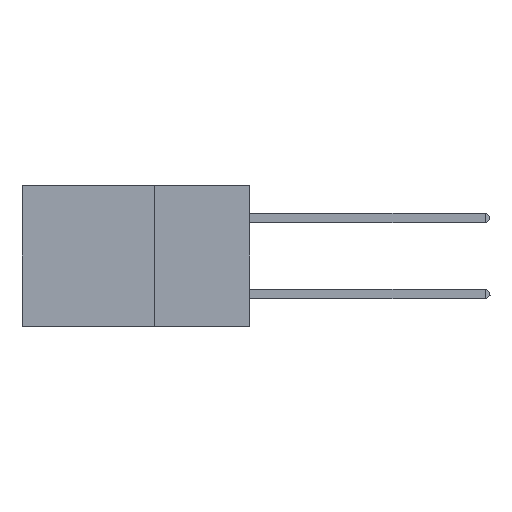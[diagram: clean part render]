
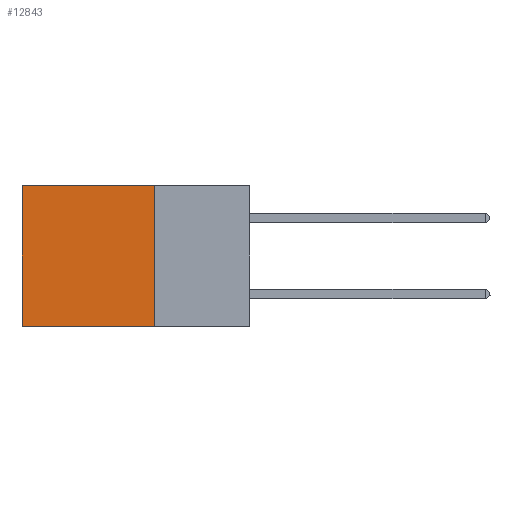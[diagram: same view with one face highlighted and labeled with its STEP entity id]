
A CAD part, left-side view. The second image highlights one B-rep face of the part: STEP entity #12843.
In plain terms, the highlighted planar face has unit normal (-1, 0, 0).
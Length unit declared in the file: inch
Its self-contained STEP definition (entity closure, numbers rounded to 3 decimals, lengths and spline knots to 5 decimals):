
#363 = EDGE_CURVE ( 'NONE', #7322, #4264, #1630, .T. ) ;
#573 = EDGE_CURVE ( 'NONE', #4264, #8960, #2648, .T. ) ;
#732 = DIRECTION ( 'NONE',  ( 0., 0., -1. ) ) ;
#914 = VERTEX_POINT ( 'NONE', #4813 ) ;
#1630 = LINE ( 'NONE', #5032, #4305 ) ;
#2608 = DIRECTION ( 'NONE',  ( 0., 0., -1. ) ) ;
#2634 = EDGE_CURVE ( 'NONE', #7322, #914, #13406, .T. ) ;
#2648 = LINE ( 'NONE', #4289, #4462 ) ;
#3214 = VECTOR ( 'NONE', #4828, 39.37008 ) ;
#3850 = FACE_OUTER_BOUND ( 'NONE', #4546, .T. ) ;
#4264 = VERTEX_POINT ( 'NONE', #4792 ) ;
#4289 = CARTESIAN_POINT ( 'NONE',  ( 0.2875, 0.25, -0.37 ) ) ;
#4305 = VECTOR ( 'NONE', #2608, 39.37008 ) ;
#4462 = VECTOR ( 'NONE', #4474, 39.37008 ) ;
#4474 = DIRECTION ( 'NONE',  ( 0., 1., 0. ) ) ;
#4546 = EDGE_LOOP ( 'NONE', ( #13351, #12461, #9381, #7460 ) ) ;
#4792 = CARTESIAN_POINT ( 'NONE',  ( 0.2875, 0.25, -0.37 ) ) ;
#4813 = CARTESIAN_POINT ( 'NONE',  ( 0.2875, 0.6, 0. ) ) ;
#4828 = DIRECTION ( 'NONE',  ( 0., 1., 0. ) ) ;
#5032 = CARTESIAN_POINT ( 'NONE',  ( 0.2875, 0.25, 0. ) ) ;
#5713 = AXIS2_PLACEMENT_3D ( 'NONE', #14358, #8591, #10801 ) ;
#5797 = CARTESIAN_POINT ( 'NONE',  ( 0.2875, 0.6, -0.37 ) ) ;
#7322 = VERTEX_POINT ( 'NONE', #13862 ) ;
#7391 = PLANE ( 'NONE',  #5713 ) ;
#7460 = ORIENTED_EDGE ( 'NONE', *, *, #2634, .T. ) ;
#7652 = LINE ( 'NONE', #11904, #8905 ) ;
#8591 = DIRECTION ( 'NONE',  ( 1., 0., 0. ) ) ;
#8905 = VECTOR ( 'NONE', #732, 39.37008 ) ;
#8960 = VERTEX_POINT ( 'NONE', #5797 ) ;
#9381 = ORIENTED_EDGE ( 'NONE', *, *, #363, .F. ) ;
#10801 = DIRECTION ( 'NONE',  ( 0., 0., -1. ) ) ;
#11262 = EDGE_CURVE ( 'NONE', #914, #8960, #7652, .T. ) ;
#11904 = CARTESIAN_POINT ( 'NONE',  ( 0.2875, 0.6, 0. ) ) ;
#12461 = ORIENTED_EDGE ( 'NONE', *, *, #573, .F. ) ;
#12843 = ADVANCED_FACE ( 'NONE', ( #3850 ), #7391, .F. ) ;
#13131 = CARTESIAN_POINT ( 'NONE',  ( 0.2875, 0.25, 0. ) ) ;
#13351 = ORIENTED_EDGE ( 'NONE', *, *, #11262, .T. ) ;
#13406 = LINE ( 'NONE', #13131, #3214 ) ;
#13862 = CARTESIAN_POINT ( 'NONE',  ( 0.2875, 0.25, 0. ) ) ;
#14358 = CARTESIAN_POINT ( 'NONE',  ( 0.2875, 0.25, 0. ) ) ;
